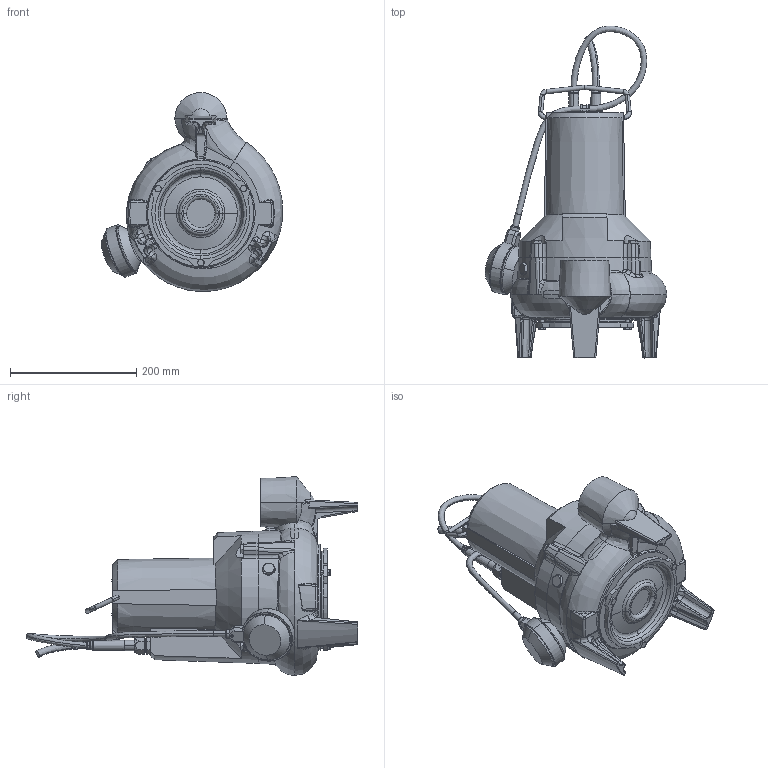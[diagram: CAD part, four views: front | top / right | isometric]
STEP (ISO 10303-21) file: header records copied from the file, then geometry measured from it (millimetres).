
FILE_DESCRIPTION (( 'STEP AP214' ), '1' );
FILE_NAME ('4_93_563_02_REV00.step', '2022-08-12T06:53:58', ( '' ), ( '' ), 'SwSTEP 2.0', 'SolidWorks 2020', '' );
FILE_SCHEMA (( 'AUTOMOTIVE_DESIGN' ));
Length unit declared in the file: millimetre
Products named in the file (2): 4_93_563_02_REV00; Copia di 74962^4_93_563_02_REV00
Assembly tree (1 placements, depth 2):
  4_93_563_02_REV00
    Copia di 74962^4_93_563_02_REV00
Bounding box: 287.1 x 524.97 x 314.53 mm (x, y, z)
Volume: 9103911.6 mm3; surface area: 530477.8 mm2
Topology: 23 solids, 23 shells, 1095 faces, 2712 edges, 1697 vertices
Faces by surface type: bspline 355, plane 316, cylinder 238, cone 163, torus 21, sphere 2
Entity records: 88689 total; most frequent: CARTESIAN_POINT 65145, ORIENTED_EDGE 5376, DIRECTION 3571, EDGE_CURVE 2688, VERTEX_POINT 1697, AXIS2_PLACEMENT_3D 1404, B_SPLINE_CURVE_WITH_KNOTS 1216, EDGE_LOOP 1179
